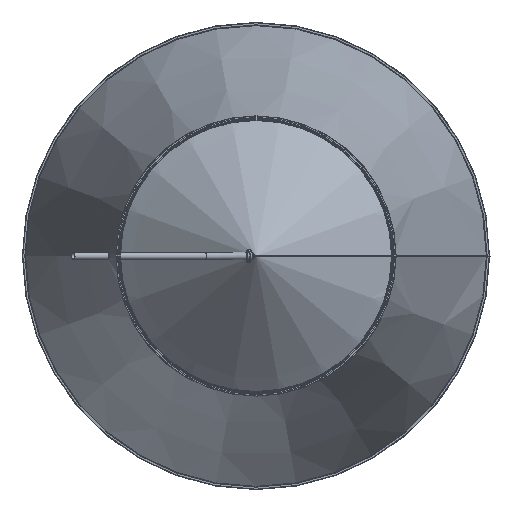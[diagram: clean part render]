
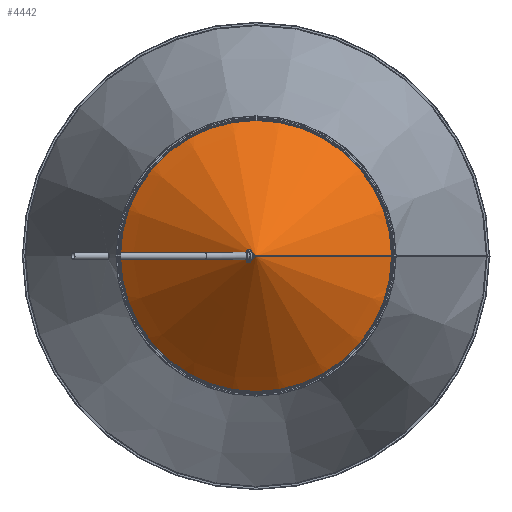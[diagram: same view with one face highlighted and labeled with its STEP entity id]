
A CAD part, front view. The second image highlights one B-rep face of the part: STEP entity #4442.
In plain terms, the highlighted conical face has half-angle 50 degrees and reference radius 168.2 mm.
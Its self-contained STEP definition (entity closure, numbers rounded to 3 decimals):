
#342=FACE_BOUND('',#1656,.T.);
#465=CIRCLE('',#4827,335.45);
#467=CIRCLE('',#4831,0.95);
#753=LINE('',#7848,#1037);
#754=LINE('',#7849,#1038);
#1037=VECTOR('',#5707,436.659);
#1038=VECTOR('',#5708,436.659);
#1234=CONICAL_SURFACE('',#4832,168.2,50.);
#1361=FACE_OUTER_BOUND('',#1655,.T.);
#1655=EDGE_LOOP('',(#3289,#3290,#3291,#3292));
#1656=EDGE_LOOP('',(#3293,#3294));
#1912=B_SPLINE_CURVE_WITH_KNOTS('',3,(#7722,#7723,#7724,#7725,#7726,#7727,
#7728,#7729,#7730,#7731,#7732,#7733,#7734,#7735,#7736,#7737,#7738,#7739,
#7740,#7741,#7742,#7743,#7744,#7745,#7746,#7747,#7748,#7749),
 .UNSPECIFIED.,.F.,.F.,(4,2,2,2,2,2,2,2,2,2,2,2,2,4),(0.999,
0.999,1.126,1.253,1.507,1.632,
1.756,1.877,1.999,2.131,2.263,
2.391,2.52,2.52),.UNSPECIFIED.);
#1913=B_SPLINE_CURVE_WITH_KNOTS('',3,(#7750,#7751,#7752,#7753,#7754,#7755,
#7756,#7757,#7758,#7759,#7760,#7761,#7762,#7763,#7764,#7765,#7766,#7767,
#7768,#7769,#7770,#7771,#7772,#7773,#7774),.UNSPECIFIED.,.F.,.F.,(4,2,2,
2,3,2,2,2,2,2,2,4),(2.52,2.648,2.777,2.909,
3.041,3.162,3.283,3.408,3.533,
3.787,3.914,4.04),.UNSPECIFIED.);
#2026=VERTEX_POINT('',#7720);
#2027=VERTEX_POINT('',#7721);
#2029=VERTEX_POINT('',#7827);
#2032=VERTEX_POINT('',#7832);
#2035=VERTEX_POINT('',#7842);
#2036=VERTEX_POINT('',#7844);
#2465=EDGE_CURVE('',#2026,#2027,#1912,.T.);
#2466=EDGE_CURVE('',#2027,#2026,#1913,.T.);
#2471=EDGE_CURVE('',#2032,#2029,#465,.T.);
#2476=EDGE_CURVE('',#2036,#2035,#467,.T.);
#2478=EDGE_CURVE('',#2035,#2029,#753,.T.);
#2479=EDGE_CURVE('',#2036,#2032,#754,.T.);
#3289=ORIENTED_EDGE('',*,*,#2478,.T.);
#3290=ORIENTED_EDGE('',*,*,#2471,.F.);
#3291=ORIENTED_EDGE('',*,*,#2479,.F.);
#3292=ORIENTED_EDGE('',*,*,#2476,.T.);
#3293=ORIENTED_EDGE('',*,*,#2465,.T.);
#3294=ORIENTED_EDGE('',*,*,#2466,.T.);
#4442=ADVANCED_FACE('',(#1361,#342),#1234,.T.);
#4827=AXIS2_PLACEMENT_3D('',#7834,#5691,#5692);
#4831=AXIS2_PLACEMENT_3D('',#7845,#5702,#5703);
#4832=AXIS2_PLACEMENT_3D('',#7847,#5705,#5706);
#5691=DIRECTION('center_axis',(0.,1.,0.));
#5692=DIRECTION('ref_axis',(1.,0.,0.));
#5702=DIRECTION('center_axis',(0.,1.,0.));
#5703=DIRECTION('ref_axis',(1.,0.,0.));
#5705=DIRECTION('center_axis',(0.,1.,0.));
#5706=DIRECTION('ref_axis',(1.,0.,0.));
#5707=DIRECTION('',(0.766,0.643,0.));
#5708=DIRECTION('',(0.766,0.643,0.));
#7720=CARTESIAN_POINT('',(-11.941,9.106,-0.001));
#7721=CARTESIAN_POINT('',(-4.28,2.678,0.));
#7722=CARTESIAN_POINT('Ctrl Pts',(-11.941,9.106,-0.001));
#7723=CARTESIAN_POINT('Ctrl Pts',(-11.941,9.106,-0.001));
#7724=CARTESIAN_POINT('Ctrl Pts',(-11.941,9.106,0.));
#7725=CARTESIAN_POINT('Ctrl Pts',(-11.941,9.106,0.423));
#7726=CARTESIAN_POINT('Ctrl Pts',(-11.889,9.082,0.854));
#7727=CARTESIAN_POINT('Ctrl Pts',(-11.683,8.985,1.69));
#7728=CARTESIAN_POINT('Ctrl Pts',(-11.528,8.912,2.097));
#7729=CARTESIAN_POINT('Ctrl Pts',(-10.93,8.624,3.228));
#7730=CARTESIAN_POINT('Ctrl Pts',(-10.345,8.336,3.862));
#7731=CARTESIAN_POINT('Ctrl Pts',(-9.388,7.818,4.5));
#7732=CARTESIAN_POINT('Ctrl Pts',(-9.024,7.614,4.683));
#7733=CARTESIAN_POINT('Ctrl Pts',(-8.281,7.169,4.929));
#7734=CARTESIAN_POINT('Ctrl Pts',(-7.901,6.926,4.992));
#7735=CARTESIAN_POINT('Ctrl Pts',(-7.226,6.461,5.006));
#7736=CARTESIAN_POINT('Ctrl Pts',(-6.874,6.199,4.963));
#7737=CARTESIAN_POINT('Ctrl Pts',(-6.221,5.657,4.758));
#7738=CARTESIAN_POINT('Ctrl Pts',(-5.922,5.377,4.597));
#7739=CARTESIAN_POINT('Ctrl Pts',(-5.411,4.834,4.2));
#7740=CARTESIAN_POINT('Ctrl Pts',(-5.165,4.528,3.924));
#7741=CARTESIAN_POINT('Ctrl Pts',(-4.777,3.946,3.278));
#7742=CARTESIAN_POINT('Ctrl Pts',(-4.635,3.672,2.909));
#7743=CARTESIAN_POINT('Ctrl Pts',(-4.443,3.234,2.183));
#7744=CARTESIAN_POINT('Ctrl Pts',(-4.376,3.031,1.766));
#7745=CARTESIAN_POINT('Ctrl Pts',(-4.295,2.751,0.889));
#7746=CARTESIAN_POINT('Ctrl Pts',(-4.28,2.678,0.429));
#7747=CARTESIAN_POINT('Ctrl Pts',(-4.28,2.678,0.));
#7748=CARTESIAN_POINT('Ctrl Pts',(-4.28,2.678,0.));
#7749=CARTESIAN_POINT('Ctrl Pts',(-4.28,2.678,0.));
#7750=CARTESIAN_POINT('Ctrl Pts',(-4.28,2.678,0.));
#7751=CARTESIAN_POINT('Ctrl Pts',(-4.28,2.678,-0.429));
#7752=CARTESIAN_POINT('Ctrl Pts',(-4.295,2.751,-0.889));
#7753=CARTESIAN_POINT('Ctrl Pts',(-4.376,3.031,-1.766));
#7754=CARTESIAN_POINT('Ctrl Pts',(-4.443,3.234,-2.183));
#7755=CARTESIAN_POINT('Ctrl Pts',(-4.635,3.672,-2.909));
#7756=CARTESIAN_POINT('Ctrl Pts',(-4.777,3.946,-3.278));
#7757=CARTESIAN_POINT('Ctrl Pts',(-5.165,4.528,-3.924));
#7758=CARTESIAN_POINT('Ctrl Pts',(-5.411,4.834,-4.2));
#7759=CARTESIAN_POINT('Ctrl Pts',(-5.678,5.117,-4.407));
#7760=CARTESIAN_POINT('Ctrl Pts',(-5.922,5.377,-4.597));
#7761=CARTESIAN_POINT('Ctrl Pts',(-6.221,5.657,-4.758));
#7762=CARTESIAN_POINT('Ctrl Pts',(-6.874,6.199,-4.963));
#7763=CARTESIAN_POINT('Ctrl Pts',(-7.226,6.461,-5.006));
#7764=CARTESIAN_POINT('Ctrl Pts',(-7.901,6.926,-4.992));
#7765=CARTESIAN_POINT('Ctrl Pts',(-8.281,7.169,-4.929));
#7766=CARTESIAN_POINT('Ctrl Pts',(-9.024,7.614,-4.683));
#7767=CARTESIAN_POINT('Ctrl Pts',(-9.388,7.818,-4.5));
#7768=CARTESIAN_POINT('Ctrl Pts',(-10.345,8.336,-3.862));
#7769=CARTESIAN_POINT('Ctrl Pts',(-10.93,8.624,-3.228));
#7770=CARTESIAN_POINT('Ctrl Pts',(-11.528,8.912,-2.097));
#7771=CARTESIAN_POINT('Ctrl Pts',(-11.683,8.985,-1.691));
#7772=CARTESIAN_POINT('Ctrl Pts',(-11.889,9.082,-0.854));
#7773=CARTESIAN_POINT('Ctrl Pts',(-11.941,9.106,-0.424));
#7774=CARTESIAN_POINT('Ctrl Pts',(-11.941,9.106,-0.001));
#7827=CARTESIAN_POINT('',(335.45,280.562,0.059));
#7832=CARTESIAN_POINT('',(335.45,280.562,0.));
#7834=CARTESIAN_POINT('Origin',(0.,280.562,0.));
#7842=CARTESIAN_POINT('',(0.95,-0.117,0.));
#7844=CARTESIAN_POINT('',(0.95,-0.117,0.));
#7845=CARTESIAN_POINT('Origin',(0.,-0.117,0.));
#7847=CARTESIAN_POINT('Origin',(0.,140.223,0.));
#7848=CARTESIAN_POINT('',(0.95,-0.117,0.));
#7849=CARTESIAN_POINT('',(0.95,-0.117,0.));
